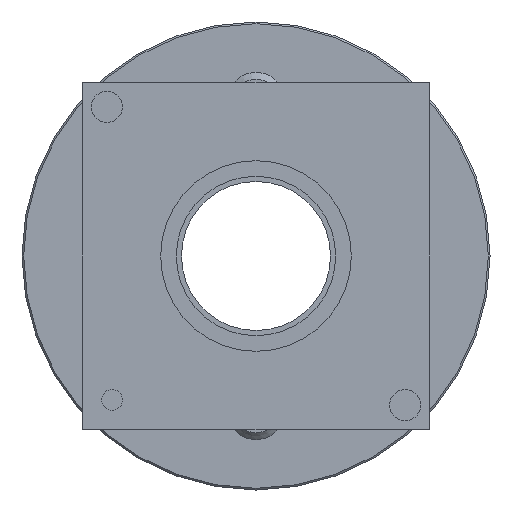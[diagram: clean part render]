
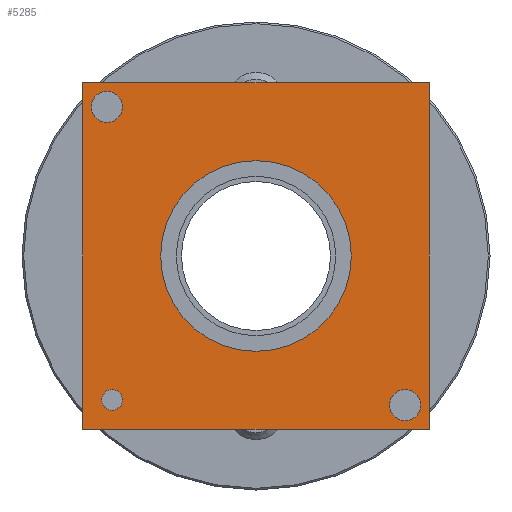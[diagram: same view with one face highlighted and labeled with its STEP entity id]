
A CAD part, front view. The second image highlights one B-rep face of the part: STEP entity #5285.
In plain terms, the highlighted planar face has unit normal (0, -1, 0).
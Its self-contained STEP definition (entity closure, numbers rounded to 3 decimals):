
#637=LINE('',#9416,#1142);
#638=LINE('',#9418,#1143);
#639=LINE('',#9420,#1144);
#640=LINE('',#9421,#1145);
#1142=VECTOR('',#6456,100.);
#1143=VECTOR('',#6457,100.);
#1144=VECTOR('',#6458,100.);
#1145=VECTOR('',#6459,100.);
#1419=PLANE('',#5562);
#1563=FACE_BOUND('',#2198,.T.);
#1564=FACE_BOUND('',#2199,.T.);
#1565=FACE_BOUND('',#2200,.T.);
#1566=FACE_BOUND('',#2201,.T.);
#1833=FACE_OUTER_BOUND('',#2197,.T.);
#2197=EDGE_LOOP('',(#4728,#4729,#4730,#4731));
#2198=EDGE_LOOP('',(#4732));
#2199=EDGE_LOOP('',(#4733));
#2200=EDGE_LOOP('',(#4734));
#2201=EDGE_LOOP('',(#4735));
#2339=CIRCLE('',#5557,4.5);
#2340=CIRCLE('',#5559,4.5);
#2341=CIRCLE('',#5561,3.);
#2342=CIRCLE('',#5563,27.5);
#2766=VERTEX_POINT('',#9405);
#2767=VERTEX_POINT('',#9408);
#2768=VERTEX_POINT('',#9411);
#2769=VERTEX_POINT('',#9414);
#2770=VERTEX_POINT('',#9415);
#2771=VERTEX_POINT('',#9417);
#2772=VERTEX_POINT('',#9419);
#2773=VERTEX_POINT('',#9422);
#3452=EDGE_CURVE('',#2766,#2766,#2339,.T.);
#3453=EDGE_CURVE('',#2767,#2767,#2340,.T.);
#3454=EDGE_CURVE('',#2768,#2768,#2341,.T.);
#3455=EDGE_CURVE('',#2769,#2770,#637,.T.);
#3456=EDGE_CURVE('',#2770,#2771,#638,.T.);
#3457=EDGE_CURVE('',#2771,#2772,#639,.T.);
#3458=EDGE_CURVE('',#2772,#2769,#640,.T.);
#3459=EDGE_CURVE('',#2773,#2773,#2342,.T.);
#4728=ORIENTED_EDGE('',*,*,#3455,.T.);
#4729=ORIENTED_EDGE('',*,*,#3456,.T.);
#4730=ORIENTED_EDGE('',*,*,#3457,.T.);
#4731=ORIENTED_EDGE('',*,*,#3458,.T.);
#4732=ORIENTED_EDGE('',*,*,#3459,.F.);
#4733=ORIENTED_EDGE('',*,*,#3452,.T.);
#4734=ORIENTED_EDGE('',*,*,#3453,.T.);
#4735=ORIENTED_EDGE('',*,*,#3454,.T.);
#5285=ADVANCED_FACE('',(#1833,#1563,#1564,#1565,#1566),#1419,.T.);
#5557=AXIS2_PLACEMENT_3D('',#9406,#6444,#6445);
#5559=AXIS2_PLACEMENT_3D('',#9409,#6448,#6449);
#5561=AXIS2_PLACEMENT_3D('',#9412,#6452,#6453);
#5562=AXIS2_PLACEMENT_3D('',#9413,#6454,#6455);
#5563=AXIS2_PLACEMENT_3D('',#9423,#6460,#6461);
#6444=DIRECTION('center_axis',(0.,1.,0.));
#6445=DIRECTION('ref_axis',(-1.,0.,0.));
#6448=DIRECTION('center_axis',(0.,1.,0.));
#6449=DIRECTION('ref_axis',(-1.,0.,0.));
#6452=DIRECTION('center_axis',(0.,1.,0.));
#6453=DIRECTION('ref_axis',(-1.,0.,0.));
#6454=DIRECTION('center_axis',(0.,-1.,0.));
#6455=DIRECTION('ref_axis',(0.,0.,-1.));
#6456=DIRECTION('',(-1.,0.,0.));
#6457=DIRECTION('',(0.,0.,-1.));
#6458=DIRECTION('',(1.,0.,0.));
#6459=DIRECTION('',(0.,0.,1.));
#6460=DIRECTION('center_axis',(0.,-1.,0.));
#6461=DIRECTION('ref_axis',(1.,0.,0.));
#9405=CARTESIAN_POINT('',(47.5,136.464,-43.));
#9406=CARTESIAN_POINT('Origin',(43.,136.464,-43.));
#9408=CARTESIAN_POINT('',(-38.5,136.464,43.));
#9409=CARTESIAN_POINT('Origin',(-43.,136.464,43.));
#9411=CARTESIAN_POINT('',(-38.522,136.464,-41.522));
#9412=CARTESIAN_POINT('Origin',(-41.522,136.464,-41.522));
#9413=CARTESIAN_POINT('Origin',(0.,136.464,0.));
#9414=CARTESIAN_POINT('',(50.,136.464,50.));
#9415=CARTESIAN_POINT('',(-50.,136.464,50.));
#9416=CARTESIAN_POINT('',(50.,136.464,50.));
#9417=CARTESIAN_POINT('',(-50.,136.464,-50.));
#9418=CARTESIAN_POINT('',(-50.,136.464,50.));
#9419=CARTESIAN_POINT('',(50.,136.464,-50.));
#9420=CARTESIAN_POINT('',(-50.,136.464,-50.));
#9421=CARTESIAN_POINT('',(50.,136.464,-50.));
#9422=CARTESIAN_POINT('',(27.5,136.464,0.));
#9423=CARTESIAN_POINT('Origin',(0.,136.464,0.));
